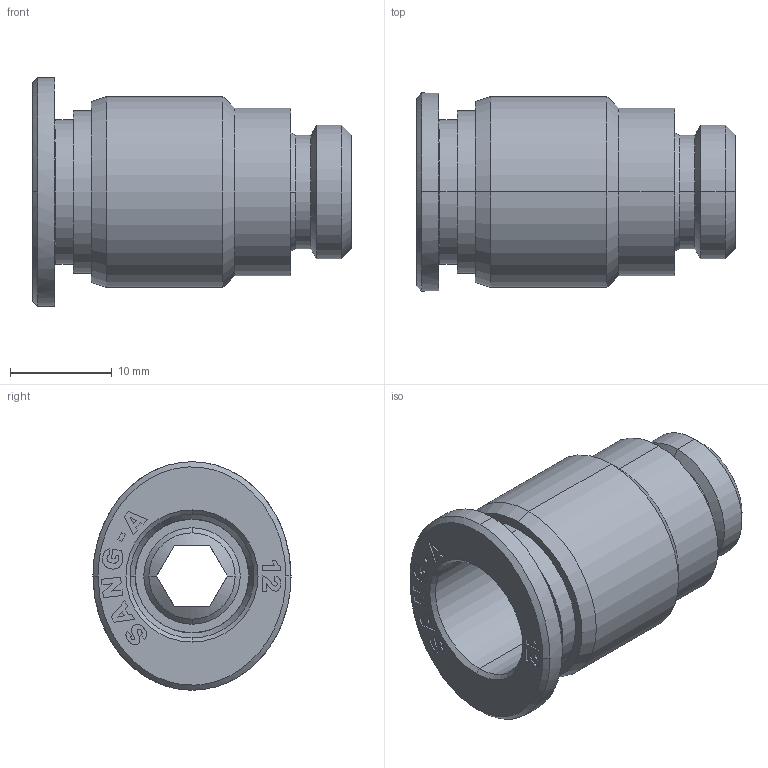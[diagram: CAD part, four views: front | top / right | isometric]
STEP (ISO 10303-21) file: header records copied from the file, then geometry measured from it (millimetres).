
FILE_DESCRIPTION (( 'STEP AP214' ), '1' );
FILE_NAME ('POC12-G02.STEP', '2018-09-10T08:59:25', ( '' ), ( '' ), 'SwSTEP 2.0', 'SolidWorks 2018', '' );
FILE_SCHEMA (( 'AUTOMOTIVE_DESIGN' ));
Length unit declared in the file: millimetre
Products named in the file (1): POC12-G02
Bounding box: 31.4 x 19.5 x 22.5 mm (x, y, z)
Surface area: 3494.5 mm2 (no closed solid volume)
Topology: 0 solids, 1 shells, 351 faces, 1102 edges, 728 vertices
Faces by surface type: plane 305, cone 20, cylinder 17, bspline 9
Entity records: 16523 total; most frequent: CARTESIAN_POINT 3002, ORIENTED_EDGE 2036, DIRECTION 1814, EDGE_CURVE 1102, VECTOR 1020, LINE 1020, VERTEX_POINT 728, AXIS2_PLACEMENT_3D 397
